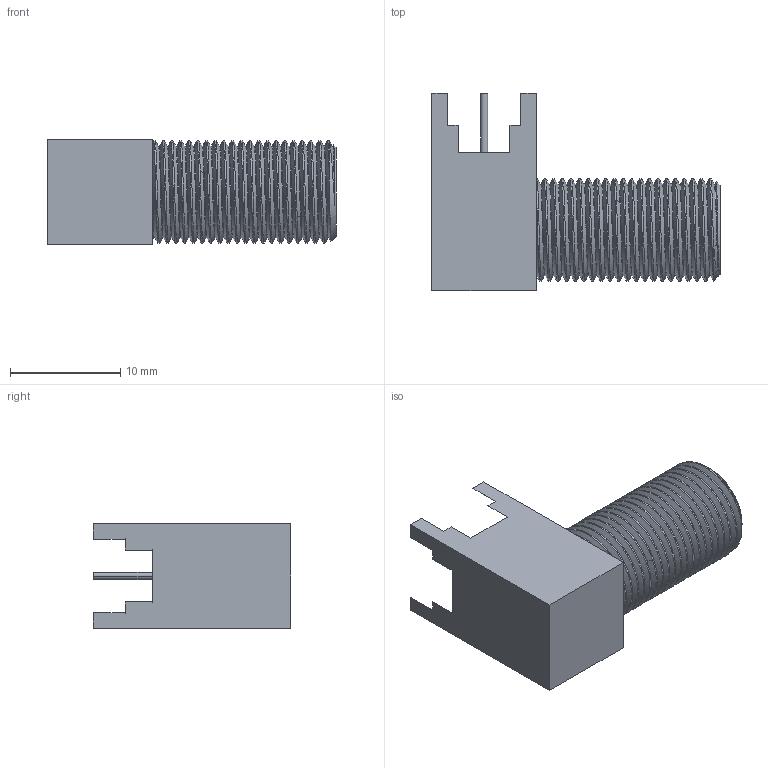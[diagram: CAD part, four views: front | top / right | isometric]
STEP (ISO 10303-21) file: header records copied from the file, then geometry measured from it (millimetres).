
FILE_DESCRIPTION((''),'2;1');
FILE_NAME('F6252A1-004-TDT-75_SW0001','2020-01-20T',('Kaviyarasan'),(''),'CREO PARAMETRIC BY PTC INC, 2018360','CREO PARAMETRIC BY PTC INC, 2018360','');
FILE_SCHEMA(('CONFIG_CONTROL_DESIGN'));
Length unit declared in the file: millimetre
Products named in the file (1): F6252A1-004-TDT-75_SW0001
Bounding box: 26.2 x 17.9 x 9.5 mm (x, y, z)
Volume: 2077 mm3; surface area: 1790.7 mm2
Topology: 1 solids, 1 shells, 131 faces, 347 edges, 226 vertices
Faces by surface type: cylinder 58, plane 42, bspline 21, cone 10
Entity records: 14443 total; most frequent: CARTESIAN_POINT 11416, ORIENTED_EDGE 694, DIRECTION 495, EDGE_CURVE 347, VERTEX_POINT 226, VECTOR 169, LINE 169, AXIS2_PLACEMENT_3D 163
